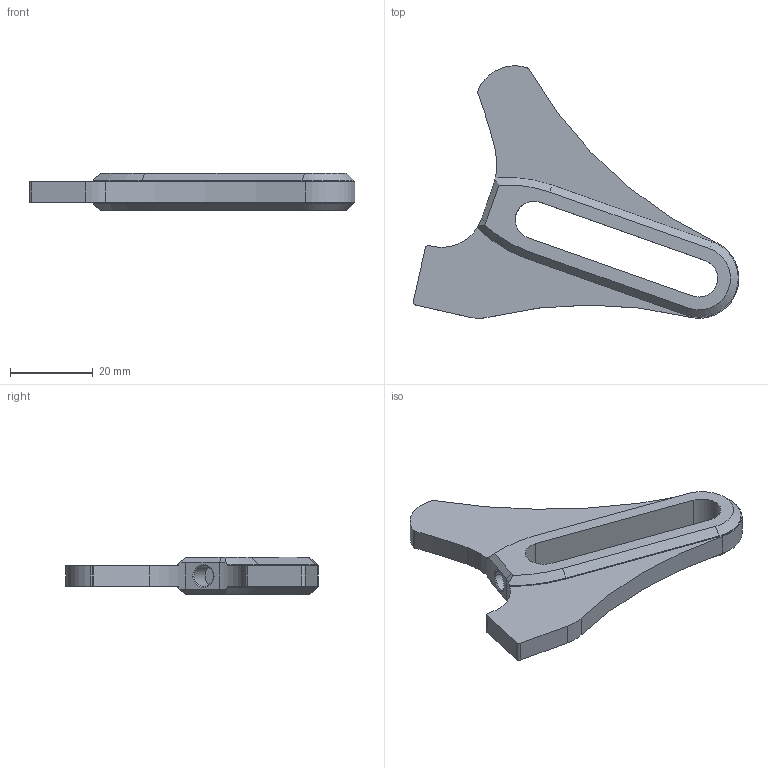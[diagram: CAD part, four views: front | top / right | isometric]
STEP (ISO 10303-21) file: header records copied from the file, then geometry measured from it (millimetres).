
FILE_DESCRIPTION (( 'STEP AP214' ), '1' );
FILE_NAME ('DSX004.STEP', '2025-08-13T16:53:08', ( '' ), ( '' ), 'SwSTEP 2.0', 'SolidWorks 2023', '' );
FILE_SCHEMA (( 'AUTOMOTIVE_DESIGN' ));
Length unit declared in the file: inch
Products named in the file (1): DSX004
Bounding box: 78.67 x 61 x 9 mm (x, y, z)
Volume: 12044.9 mm3; surface area: 6530.1 mm2
Topology: 1 solids, 1 shells, 57 faces, 156 edges, 100 vertices
Faces by surface type: cylinder 27, plane 20, cone 10
Entity records: 1911 total; most frequent: CARTESIAN_POINT 402, DIRECTION 322, ORIENTED_EDGE 312, EDGE_CURVE 156, AXIS2_PLACEMENT_3D 122, VERTEX_POINT 100, VECTOR 78, LINE 78
